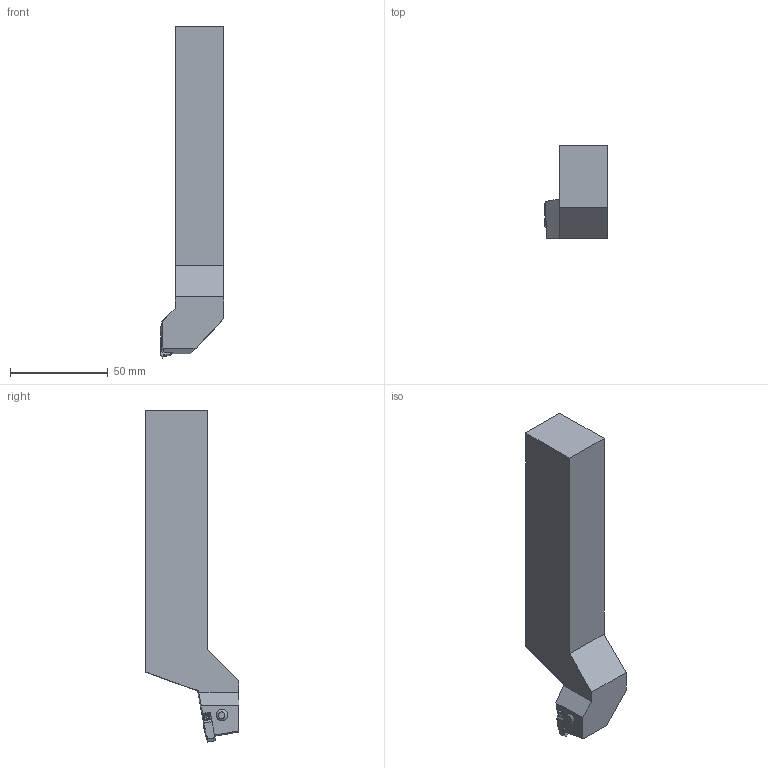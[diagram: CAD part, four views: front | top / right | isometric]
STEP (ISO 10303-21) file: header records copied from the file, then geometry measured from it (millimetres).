
FILE_DESCRIPTION(/* description */ (''),/* implementation_level */ '2;1');
FILE_NAME(/* name */ '1685520435428.stp',/* time_stamp */ '2023-05-31T13:37:26+05:00',/* author */ (''),/* organization */ ('SMS'),/* preprocessor_version */ 'ST-DEVELOPER v16.7',/* originating_system */ 'SIEMENS PLM Software NX 12.0',/* authorisation */ '');
FILE_SCHEMA (('AUTOMOTIVE_DESIGN { 1 0 10303 214 3 1 1 1 }'));
Length unit declared in the file: millimetre
Products named in the file (4): 202690723mod000_00; ASSEMBLY_CONSTRUCTION; 204728562mod000_00; 204728561mod000_00
Assembly tree (3 placements, depth 2):
  204728561mod000_00
    204728562mod000_00
    ASSEMBLY_CONSTRUCTION
    202690723mod000_00
Bounding box: 32.64 x 47.85 x 170.03 mm (x, y, z)
Volume: 126288.8 mm3; surface area: 20828.6 mm2
Topology: 2 solids, 2 shells, 148 faces, 398 edges, 261 vertices
Faces by surface type: plane 67, cylinder 52, bspline 10, extrusion 9, sphere 4, torus 4, cone 2
Full cylindrical faces by diameter (mm): 4.4 x2, 5.45 x1
Entity records: 5760 total; most frequent: CARTESIAN_POINT 1934, DIRECTION 765, ORIENTED_EDGE 762, EDGE_CURVE 381, AXIS2_PLACEMENT_3D 261, VERTEX_POINT 251, VECTOR 243, LINE 234
